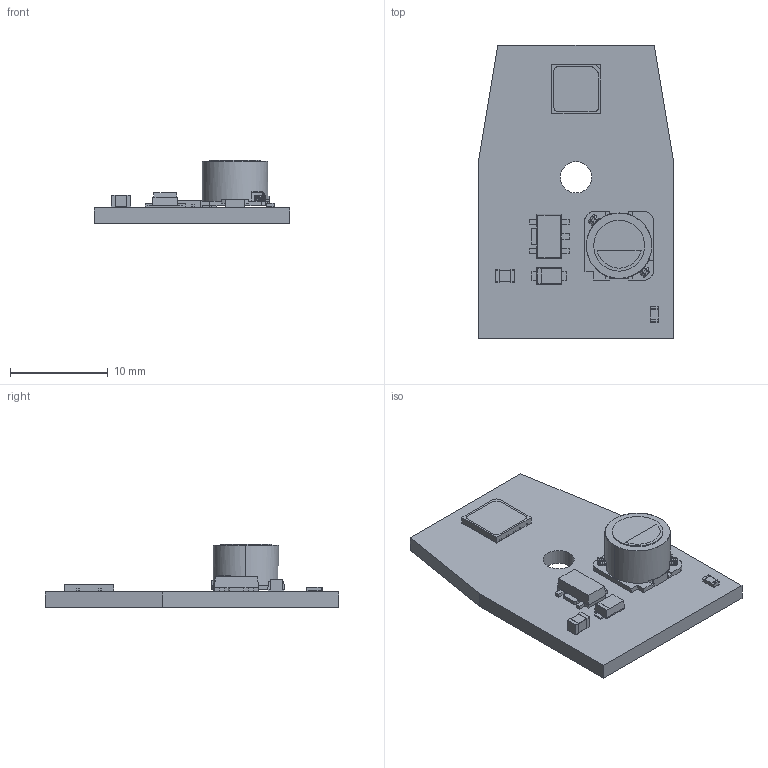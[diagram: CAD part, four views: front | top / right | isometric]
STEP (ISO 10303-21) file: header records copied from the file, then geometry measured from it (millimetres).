
FILE_DESCRIPTION(('KiCad electronic assembly'),'2;1');
FILE_NAME('LED_Plate.step','2024-04-06T12:22:14',('Pcbnew'),('Kicad'), 'Open CASCADE STEP processor 7.7','KiCad to STEP converter','Unknown' );
FILE_SCHEMA(('AUTOMOTIVE_DESIGN { 1 0 10303 214 1 1 1 1 }'));
Length unit declared in the file: millimetre
Products named in the file (14): LED_Plate 1; SLF7045T-470MR75-PF; SLF7045T-101MR50-PF; AL8861Y-13; C_0805_2012Metric; R_0603_1608Metric; Nexperia_CFP3_SOD-123W; CQ assembly; Q9LR33_PM_20230222; GW Q9LR33_PM_20230222_geometry v1; LED_Plate PCB
Assembly tree (13 placements, depth 3):
  LED_Plate 1
    SLF7045T-470MR75-PF
      SLF7045T-101MR50-PF
    AL8861Y-13
      AL8861Y-13
    C_0805_2012Metric
      C_0805_2012Metric
    R_0603_1608Metric
      R_0603_1608Metric
    Nexperia_CFP3_SOD-123W
      CQ assembly
    Q9LR33_PM_20230222
      GW Q9LR33_PM_20230222_geometry v1
    LED_Plate PCB
Bounding box: 20 x 30 x 6.45 mm (x, y, z)
Volume: 1121.8 mm3; surface area: 1746.4 mm2
Topology: 23 solids, 23 shells, 464 faces, 1097 edges, 696 vertices
Faces by surface type: plane 218, bspline 152, cylinder 80, sphere 10, torus 4
Full cylindrical faces by diameter (mm): 3.2 x1
Entity records: 46832 total; most frequent: CARTESIAN_POINT 24928, DIRECTION 3456, ORIENTED_EDGE 2184, PCURVE 2184, DEFINITIONAL_REPRESENTATION 2184, LINE 2163, VECTOR 2163, EDGE_CURVE 1092
